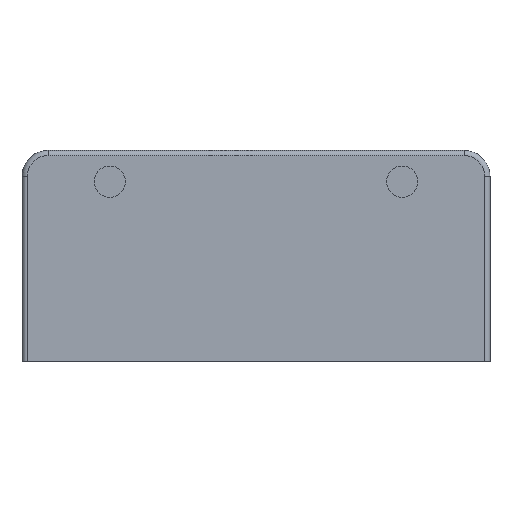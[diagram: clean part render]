
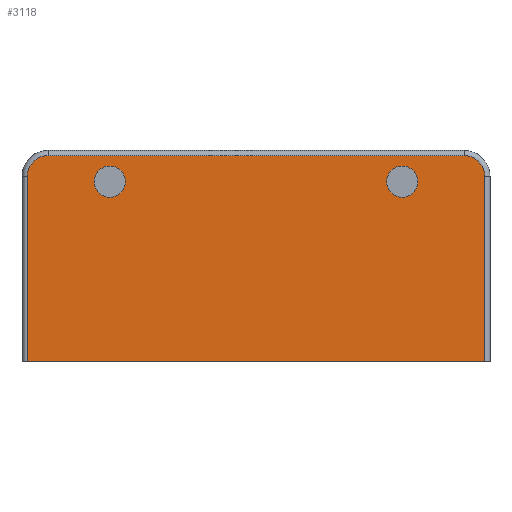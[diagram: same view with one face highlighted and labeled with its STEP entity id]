
A CAD part, front view. The second image highlights one B-rep face of the part: STEP entity #3118.
In plain terms, the highlighted planar face has unit normal (0, -1, 0).
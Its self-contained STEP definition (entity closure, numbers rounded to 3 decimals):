
#198=FACE_BOUND('',#481,.T.);
#199=FACE_BOUND('',#482,.T.);
#217=PLANE('',#3329);
#297=FACE_OUTER_BOUND('',#480,.T.);
#480=EDGE_LOOP('',(#2184,#2185,#2186,#2187,#2188,#2189));
#481=EDGE_LOOP('',(#2190));
#482=EDGE_LOOP('',(#2191));
#691=LINE('',#4309,#970);
#712=LINE('',#4357,#991);
#714=LINE('',#4370,#993);
#715=LINE('',#4377,#994);
#970=VECTOR('',#3565,10.);
#991=VECTOR('',#3598,10.);
#993=VECTOR('',#3614,10.);
#994=VECTOR('',#3625,10.);
#1236=CIRCLE('',#3321,4.);
#1240=CIRCLE('',#3327,4.);
#1241=CIRCLE('',#3330,3.);
#1242=CIRCLE('',#3331,3.);
#1341=VERTEX_POINT('',#4306);
#1342=VERTEX_POINT('',#4308);
#1363=VERTEX_POINT('',#4356);
#1364=VERTEX_POINT('',#4360);
#1366=VERTEX_POINT('',#4366);
#1368=VERTEX_POINT('',#4372);
#1369=VERTEX_POINT('',#4379);
#1370=VERTEX_POINT('',#4381);
#1653=EDGE_CURVE('',#1342,#1341,#691,.T.);
#1677=EDGE_CURVE('',#1342,#1363,#712,.T.);
#1681=EDGE_CURVE('',#1363,#1364,#1236,.T.);
#1684=EDGE_CURVE('',#1364,#1366,#714,.T.);
#1687=EDGE_CURVE('',#1366,#1368,#1240,.T.);
#1688=EDGE_CURVE('',#1368,#1341,#715,.T.);
#1689=EDGE_CURVE('',#1369,#1369,#1241,.T.);
#1690=EDGE_CURVE('',#1370,#1370,#1242,.T.);
#2184=ORIENTED_EDGE('',*,*,#1688,.F.);
#2185=ORIENTED_EDGE('',*,*,#1687,.F.);
#2186=ORIENTED_EDGE('',*,*,#1684,.F.);
#2187=ORIENTED_EDGE('',*,*,#1681,.F.);
#2188=ORIENTED_EDGE('',*,*,#1677,.F.);
#2189=ORIENTED_EDGE('',*,*,#1653,.T.);
#2190=ORIENTED_EDGE('',*,*,#1689,.T.);
#2191=ORIENTED_EDGE('',*,*,#1690,.T.);
#3118=ADVANCED_FACE('',(#297,#198,#199),#217,.T.);
#3321=AXIS2_PLACEMENT_3D('',#4364,#3607,#3608);
#3327=AXIS2_PLACEMENT_3D('',#4375,#3621,#3622);
#3329=AXIS2_PLACEMENT_3D('',#4378,#3626,#3627);
#3330=AXIS2_PLACEMENT_3D('',#4380,#3628,#3629);
#3331=AXIS2_PLACEMENT_3D('',#4382,#3630,#3631);
#3565=DIRECTION('',(1.,0.,0.));
#3598=DIRECTION('',(0.,0.,1.));
#3607=DIRECTION('center_axis',(0.,1.,0.));
#3608=DIRECTION('ref_axis',(-0.707,0.,0.707));
#3614=DIRECTION('',(1.,0.,0.));
#3621=DIRECTION('center_axis',(0.,1.,0.));
#3622=DIRECTION('ref_axis',(0.707,0.,0.707));
#3625=DIRECTION('',(0.,0.,-1.));
#3626=DIRECTION('center_axis',(0.,-1.,0.));
#3627=DIRECTION('ref_axis',(0.,0.,-1.));
#3628=DIRECTION('center_axis',(0.,1.,0.));
#3629=DIRECTION('ref_axis',(1.,0.,0.));
#3630=DIRECTION('center_axis',(0.,1.,0.));
#3631=DIRECTION('ref_axis',(1.,0.,0.));
#4306=CARTESIAN_POINT('',(44.,-35.75,-24.8));
#4308=CARTESIAN_POINT('',(-44.,-35.75,-24.8));
#4309=CARTESIAN_POINT('',(0.,-35.75,-24.8));
#4356=CARTESIAN_POINT('',(-44.,-35.75,10.8));
#4357=CARTESIAN_POINT('',(-44.,-35.75,-18.05));
#4360=CARTESIAN_POINT('',(-40.,-35.75,14.8));
#4364=CARTESIAN_POINT('Origin',(-40.,-35.75,10.8));
#4366=CARTESIAN_POINT('',(40.,-35.75,14.8));
#4370=CARTESIAN_POINT('',(0.,-35.75,14.8));
#4372=CARTESIAN_POINT('',(44.,-35.75,10.8));
#4375=CARTESIAN_POINT('Origin',(40.,-35.75,10.8));
#4377=CARTESIAN_POINT('',(44.,-35.75,-18.05));
#4378=CARTESIAN_POINT('Origin',(0.,-35.75,-15.8));
#4379=CARTESIAN_POINT('',(25.1,-35.75,9.8));
#4380=CARTESIAN_POINT('Origin',(28.1,-35.75,9.8));
#4381=CARTESIAN_POINT('',(-31.1,-35.75,9.8));
#4382=CARTESIAN_POINT('Origin',(-28.1,-35.75,9.8));
